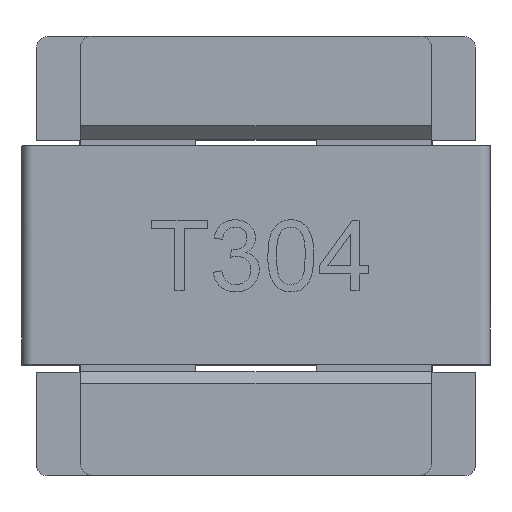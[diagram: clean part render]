
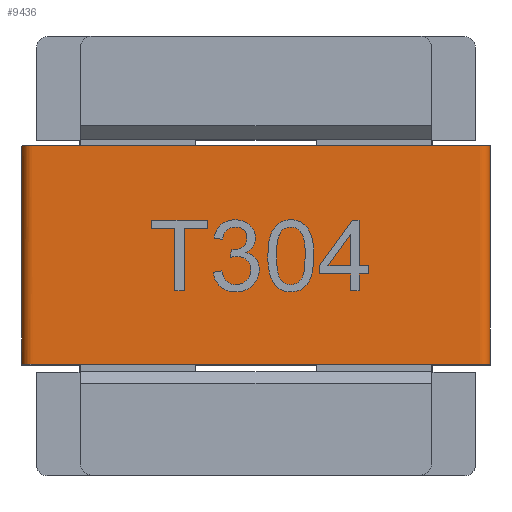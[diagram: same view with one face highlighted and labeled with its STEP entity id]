
A CAD part, top view. The second image highlights one B-rep face of the part: STEP entity #9436.
In plain terms, the highlighted free-form (B-spline) face has degree [1, 2] with [2, 9] control points.
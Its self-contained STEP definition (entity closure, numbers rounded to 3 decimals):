
#494 = CARTESIAN_POINT ( 'NONE',  ( 6.61, 3.102, 11.508 ) ) ;
#589 = EDGE_CURVE ( 'NONE', #2227, #4093, #4203, .T. ) ;
#671 = DIRECTION ( 'NONE',  ( 0., 1., 0. ) ) ;
#1246 = CARTESIAN_POINT ( 'NONE',  ( 6.306, -3.072, 11.812 ) ) ;
#1315 = CARTESIAN_POINT ( 'NONE',  ( 6.61, 3.102, 5.711 ) ) ;
#2019 = CARTESIAN_POINT ( 'NONE',  ( 6.61, -3.072, 11.812 ) ) ;
#2075 = VECTOR ( 'NONE', #5102, 1000. ) ;
#2175 = CARTESIAN_POINT ( 'NONE',  ( 6.61, 3.102, 11.812 ) ) ;
#2227 = VERTEX_POINT ( 'NONE', #10260 ) ;
#2313 =( BOUNDED_SURFACE ( )  B_SPLINE_SURFACE ( 1, 2, ( 
 ( #5678, #4802, #5729, #10757, #6401, #9981, #2426, #2378, #4960 ),
 ( #3978, #5569, #3302, #7650, #7595, #6069, #4194, #3357, #10148 ) ),
 .UNSPECIFIED., .F., .F., .F. ) 
 B_SPLINE_SURFACE_WITH_KNOTS ( ( 2, 2 ),
 ( 3, 2, 2, 2, 3 ),
 ( 0., 6.174 ),
 ( -24.745, -13.344, -12.872, -0.471, 0. ),
 .UNSPECIFIED. ) 
 GEOMETRIC_REPRESENTATION_ITEM ( )  RATIONAL_B_SPLINE_SURFACE ( (
 ( 1., 1., 1., 0.707, 1., 1., 1., 0.707, 1.),
 ( 1., 1., 1., 0.707, 1., 1., 1., 0.707, 1.) ) ) 
 REPRESENTATION_ITEM ( '' )  SURFACE ( )  );
#2378 = CARTESIAN_POINT ( 'NONE',  ( -6.61, -3.072, 11.812 ) ) ;
#2426 = CARTESIAN_POINT ( 'NONE',  ( -6.306, -3.072, 11.812 ) ) ;
#3168 = CARTESIAN_POINT ( 'NONE',  ( -6.61, 3.102, 11.508 ) ) ;
#3302 = CARTESIAN_POINT ( 'NONE',  ( 6.61, 3.102, 11.508 ) ) ;
#3357 = CARTESIAN_POINT ( 'NONE',  ( -6.61, 3.102, 11.812 ) ) ;
#3610 = CARTESIAN_POINT ( 'NONE',  ( 0., -3.072, 11.812 ) ) ;
#3715 = CARTESIAN_POINT ( 'NONE',  ( -6.61, -3.072, 11.812 ) ) ;
#3924 = CARTESIAN_POINT ( 'NONE',  ( 6.61, -3.072, -0.087 ) ) ;
#3978 = CARTESIAN_POINT ( 'NONE',  ( 6.61, 3.102, -0.087 ) ) ;
#3983 = VERTEX_POINT ( 'NONE', #4540 ) ;
#4093 = VERTEX_POINT ( 'NONE', #3924 ) ;
#4194 = CARTESIAN_POINT ( 'NONE',  ( -6.306, 3.102, 11.812 ) ) ;
#4203 =( BOUNDED_CURVE ( )  B_SPLINE_CURVE ( 2, ( #5354, #3715, #7785, #3610, #1246, #2019, #10390, #6909, #6304 ),
 .UNSPECIFIED., .F., .T. ) 
 B_SPLINE_CURVE_WITH_KNOTS ( ( 3, 2, 2, 2, 3 ),
 ( 0., 0., 0.013, 0.013, 0.025 ),
 .UNSPECIFIED. ) 
 CURVE ( )  GEOMETRIC_REPRESENTATION_ITEM ( )  RATIONAL_B_SPLINE_CURVE ( ( 1., 0.707, 1., 1., 1., 0.707, 1., 1., 1. ) ) 
 REPRESENTATION_ITEM ( '' )  );
#4243 = LINE ( 'NONE', #8402, #2075 ) ;
#4281 = ORIENTED_EDGE ( 'NONE', *, *, #4610, .T. ) ;
#4540 = CARTESIAN_POINT ( 'NONE',  ( -6.61, 3.102, 11.508 ) ) ;
#4610 = EDGE_CURVE ( 'NONE', #7551, #3983, #9753, .T. ) ;
#4707 = CARTESIAN_POINT ( 'NONE',  ( 0., 3.102, 11.812 ) ) ;
#4802 = CARTESIAN_POINT ( 'NONE',  ( 6.61, -3.072, 5.711 ) ) ;
#4960 = CARTESIAN_POINT ( 'NONE',  ( -6.61, -3.072, 11.508 ) ) ;
#5102 = DIRECTION ( 'NONE',  ( 0., -1., 0. ) ) ;
#5354 = CARTESIAN_POINT ( 'NONE',  ( -6.61, -3.072, 11.508 ) ) ;
#5569 = CARTESIAN_POINT ( 'NONE',  ( 6.61, 3.102, 5.711 ) ) ;
#5678 = CARTESIAN_POINT ( 'NONE',  ( 6.61, -3.072, -0.087 ) ) ;
#5711 = EDGE_LOOP ( 'NONE', ( #5740, #7245, #6687, #4281 ) ) ;
#5729 = CARTESIAN_POINT ( 'NONE',  ( 6.61, -3.072, 11.508 ) ) ;
#5740 = ORIENTED_EDGE ( 'NONE', *, *, #6307, .T. ) ;
#6069 = CARTESIAN_POINT ( 'NONE',  ( 0., 3.102, 11.812 ) ) ;
#6304 = CARTESIAN_POINT ( 'NONE',  ( 6.61, -3.072, -0.087 ) ) ;
#6307 = EDGE_CURVE ( 'NONE', #3983, #2227, #4243, .T. ) ;
#6401 = CARTESIAN_POINT ( 'NONE',  ( 6.306, -3.072, 11.812 ) ) ;
#6687 = ORIENTED_EDGE ( 'NONE', *, *, #9040, .T. ) ;
#6909 = CARTESIAN_POINT ( 'NONE',  ( 6.61, -3.072, 5.711 ) ) ;
#7245 = ORIENTED_EDGE ( 'NONE', *, *, #589, .T. ) ;
#7551 = VERTEX_POINT ( 'NONE', #8554 ) ;
#7595 = CARTESIAN_POINT ( 'NONE',  ( 6.306, 3.102, 11.812 ) ) ;
#7650 = CARTESIAN_POINT ( 'NONE',  ( 6.61, 3.102, 11.812 ) ) ;
#7785 = CARTESIAN_POINT ( 'NONE',  ( -6.306, -3.072, 11.812 ) ) ;
#8402 = CARTESIAN_POINT ( 'NONE',  ( -6.61, 0.015, 11.508 ) ) ;
#8554 = CARTESIAN_POINT ( 'NONE',  ( 6.61, 3.102, -0.087 ) ) ;
#8835 = CARTESIAN_POINT ( 'NONE',  ( 6.61, 3.102, -0.087 ) ) ;
#8892 = CARTESIAN_POINT ( 'NONE',  ( 6.306, 3.102, 11.812 ) ) ;
#8911 = LINE ( 'NONE', #10794, #10245 ) ;
#9040 = EDGE_CURVE ( 'NONE', #4093, #7551, #8911, .T. ) ;
#9159 = CARTESIAN_POINT ( 'NONE',  ( -6.306, 3.102, 11.812 ) ) ;
#9436 = ADVANCED_FACE ( 'NONE', ( #9761 ), #2313, .T. ) ;
#9753 =( BOUNDED_CURVE ( )  B_SPLINE_CURVE ( 2, ( #8835, #1315, #494, #2175, #8892, #4707, #9159, #10721, #3168 ),
 .UNSPECIFIED., .F., .T. ) 
 B_SPLINE_CURVE_WITH_KNOTS ( ( 3, 2, 2, 2, 3 ),
 ( 0., 0.012, 0.012, 0.025, 0.025 ),
 .UNSPECIFIED. ) 
 CURVE ( )  GEOMETRIC_REPRESENTATION_ITEM ( )  RATIONAL_B_SPLINE_CURVE ( ( 1., 1., 1., 0.707, 1., 1., 1., 0.707, 1. ) ) 
 REPRESENTATION_ITEM ( '' )  );
#9761 = FACE_OUTER_BOUND ( 'NONE', #5711, .T. ) ;
#9981 = CARTESIAN_POINT ( 'NONE',  ( 0., -3.072, 11.812 ) ) ;
#10148 = CARTESIAN_POINT ( 'NONE',  ( -6.61, 3.102, 11.508 ) ) ;
#10245 = VECTOR ( 'NONE', #671, 1000. ) ;
#10260 = CARTESIAN_POINT ( 'NONE',  ( -6.61, -3.072, 11.508 ) ) ;
#10390 = CARTESIAN_POINT ( 'NONE',  ( 6.61, -3.072, 11.508 ) ) ;
#10721 = CARTESIAN_POINT ( 'NONE',  ( -6.61, 3.102, 11.812 ) ) ;
#10757 = CARTESIAN_POINT ( 'NONE',  ( 6.61, -3.072, 11.812 ) ) ;
#10794 = CARTESIAN_POINT ( 'NONE',  ( 6.61, 0.015, -0.087 ) ) ;
